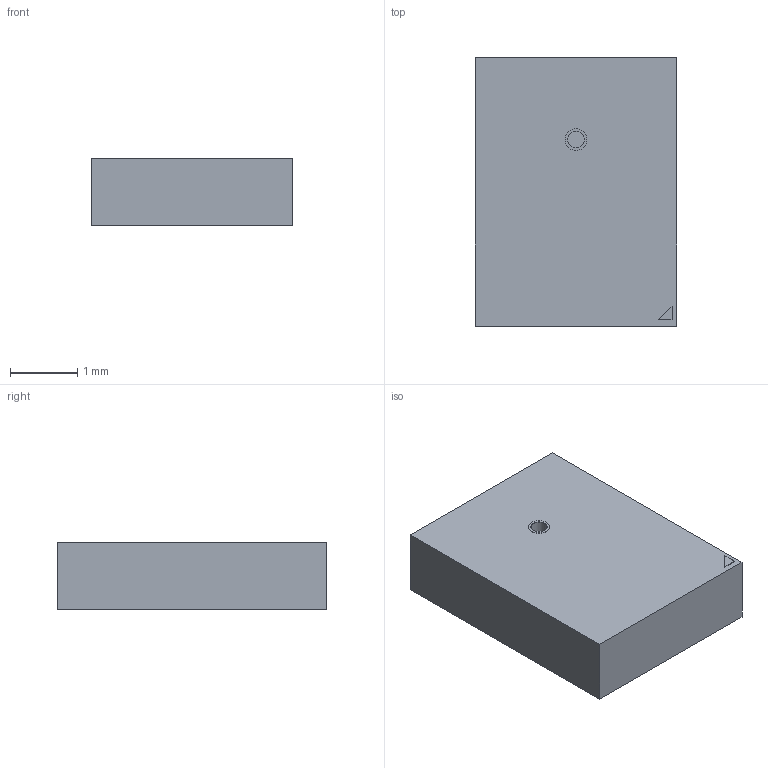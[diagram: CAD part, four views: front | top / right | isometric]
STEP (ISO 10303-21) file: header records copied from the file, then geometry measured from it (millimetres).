
FILE_DESCRIPTION(/* description */ (''),/* implementation_level */ '2;1');
FILE_NAME(/* name */ 'MSM261D4030H1CPM.step',/* time_stamp */ '2023-01-11T13:38:06+01:00',/* author */ (''),/* organization */ (''),/* preprocessor_version */ 'ST-DEVELOPER v19.2',/* originating_system */ 'Autodesk Translation Framework v11.17.0.187',/* authorisation */ '');
FILE_SCHEMA (('AUTOMOTIVE_DESIGN { 1 0 10303 214 3 1 1 }'));
Length unit declared in the file: millimetre
Products named in the file (3): MSM261D4030H1CPM; mic; Component2
Assembly tree (2 placements, depth 2):
  MSM261D4030H1CPM
    mic
    Component2
Bounding box: 3 x 4 x 1.01 mm (x, y, z)
Volume: 12 mm3; surface area: 38.5 mm2
Topology: 3 solids, 3 shells, 17 faces, 30 edges, 20 vertices
Faces by surface type: plane 14, cylinder 3
Full cylindrical faces by diameter (mm): 0.245 x2, 0.325 x1
Entity records: 512 total; most frequent: DIRECTION 80, CARTESIAN_POINT 72, ORIENTED_EDGE 60, EDGE_CURVE 30, AXIS2_PLACEMENT_3D 28, LINE 24, VECTOR 24, EDGE_LOOP 20
